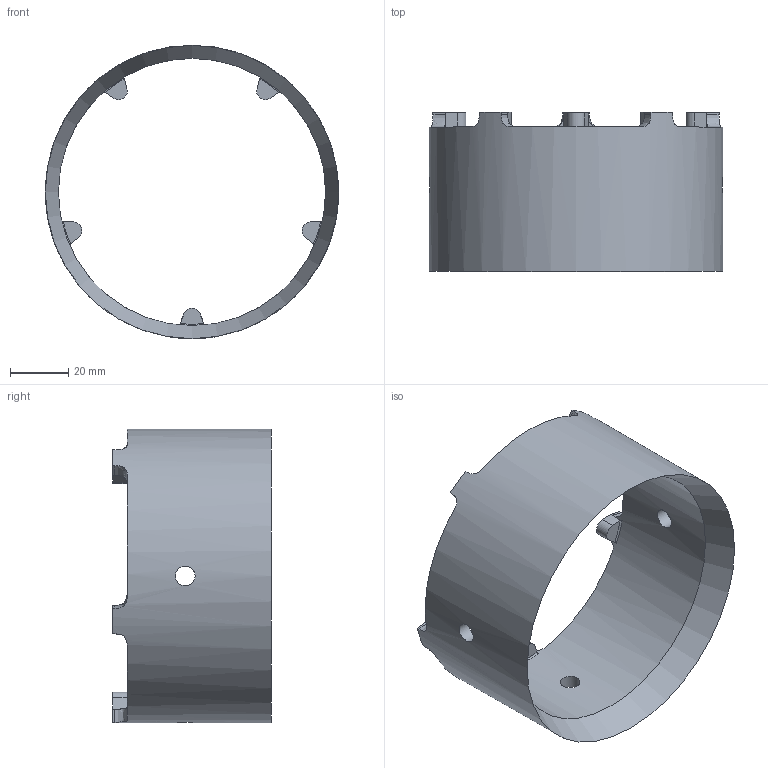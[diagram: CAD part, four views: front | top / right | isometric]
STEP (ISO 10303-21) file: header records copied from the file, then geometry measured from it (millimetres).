
FILE_DESCRIPTION(/* description */ (''),/* implementation_level */ '2;1');
FILE_NAME(/* name */ 'inlay_front_series.step',/* time_stamp */ '2024-09-25T16:56:32+02:00',/* author */ (''),/* organization */ (''),/* preprocessor_version */ 'ST-DEVELOPER v20',/* originating_system */ 'Autodesk Translation Framework v13.20.0.188',/* authorisation */ '');
FILE_SCHEMA (('AUTOMOTIVE_DESIGN { 1 0 10303 214 3 1 1 }'));
Length unit declared in the file: millimetre
Products named in the file (1): inlay_front_rev1-2
Bounding box: 101 x 54.65 x 101 mm (x, y, z)
Volume: 62797.3 mm3; surface area: 33162.7 mm2
Topology: 1 solids, 1 shells, 61 faces, 181 edges, 118 vertices
Faces by surface type: plane 35, bspline 10, cylinder 10, torus 5, cone 1
Full cylindrical faces by diameter (mm): 6.78 x3, 92 x1, 101 x1
Entity records: 2687 total; most frequent: CARTESIAN_POINT 1127, ORIENTED_EDGE 362, DIRECTION 260, EDGE_CURVE 181, VERTEX_POINT 118, AXIS2_PLACEMENT_3D 91, LINE 78, VECTOR 78
